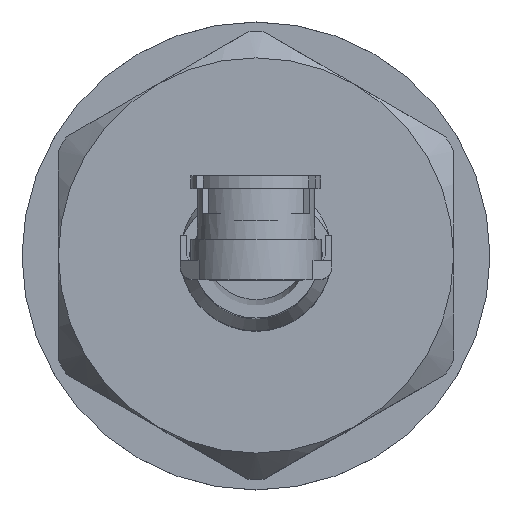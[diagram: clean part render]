
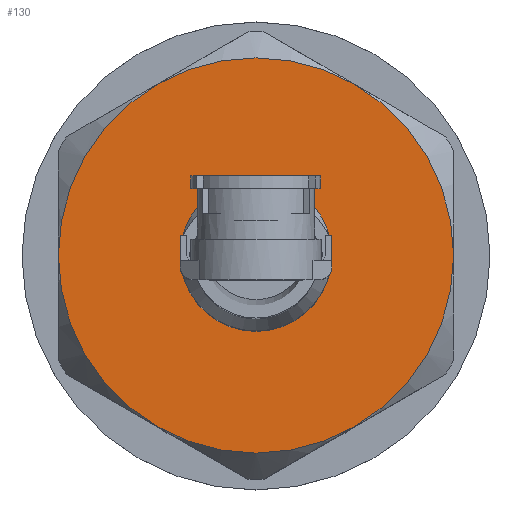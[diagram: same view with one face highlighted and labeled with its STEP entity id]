
A CAD part, top view. The second image highlights one B-rep face of the part: STEP entity #130.
In plain terms, the highlighted face is planar.
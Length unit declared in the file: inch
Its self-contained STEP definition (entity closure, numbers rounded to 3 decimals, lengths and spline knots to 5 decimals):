
#130 = ADVANCED_FACE ( 'NONE', ( #5095, #3342 ), #18610, .F. ) ;
#914 = EDGE_LOOP ( 'NONE', ( #28310, #14686 ) ) ;
#1026 = CARTESIAN_POINT ( 'NONE',  ( 0.528, 0., -0.05 ) ) ;
#2400 = AXIS2_PLACEMENT_3D ( 'NONE', #21197, #23438, #10017 ) ;
#3342 = FACE_OUTER_BOUND ( 'NONE', #15305, .T. ) ;
#3758 = AXIS2_PLACEMENT_3D ( 'NONE', #19920, #28825, #13074 ) ;
#4494 = VERTEX_POINT ( 'NONE', #22633 ) ;
#4514 = CARTESIAN_POINT ( 'NONE',  ( 0.528, 0., 0. ) ) ;
#4599 = DIRECTION ( 'NONE',  ( 1., 0., 0. ) ) ;
#4782 = CARTESIAN_POINT ( 'NONE',  ( 0.528, 0.17684, 0. ) ) ;
#4938 = AXIS2_PLACEMENT_3D ( 'NONE', #20478, #4599, #11543 ) ;
#5095 = FACE_BOUND ( 'NONE', #914, .T. ) ;
#5333 = CARTESIAN_POINT ( 'NONE',  ( 0.528, 0., 0.15625 ) ) ;
#5470 = VERTEX_POINT ( 'NONE', #5333 ) ;
#5693 = DIRECTION ( 'NONE',  ( -1., 0., 0. ) ) ;
#7383 = CARTESIAN_POINT ( 'NONE',  ( 0.528, -0.13532, -0.07813 ) ) ;
#8017 = AXIS2_PLACEMENT_3D ( 'NONE', #4782, #16166, #9669 ) ;
#8216 = CIRCLE ( 'NONE', #15024, 0.05 ) ;
#8365 = CARTESIAN_POINT ( 'NONE',  ( 0.528, 0., 0.05 ) ) ;
#9457 = EDGE_CURVE ( 'NONE', #21972, #11621, #28463, .T. ) ;
#9669 = DIRECTION ( 'NONE',  ( 0., 0., 1. ) ) ;
#9740 = EDGE_CURVE ( 'NONE', #19031, #4494, #26730, .T. ) ;
#9830 = CARTESIAN_POINT ( 'NONE',  ( 0.528, 0., 0. ) ) ;
#10017 = DIRECTION ( 'NONE',  ( 0., 0., -1. ) ) ;
#10091 = CARTESIAN_POINT ( 'NONE',  ( 0.528, 0., 0. ) ) ;
#11053 = DIRECTION ( 'NONE',  ( 1., 0., 0. ) ) ;
#11543 = DIRECTION ( 'NONE',  ( 0., 0., -1. ) ) ;
#11621 = VERTEX_POINT ( 'NONE', #1026 ) ;
#13074 = DIRECTION ( 'NONE',  ( 0., 0., -1. ) ) ;
#13101 = AXIS2_PLACEMENT_3D ( 'NONE', #19973, #11053, #13314 ) ;
#13195 = EDGE_CURVE ( 'NONE', #5470, #17986, #28787, .T. ) ;
#13314 = DIRECTION ( 'NONE',  ( 0., 0., -1. ) ) ;
#13319 = CARTESIAN_POINT ( 'NONE',  ( 0.528, 0., -0.15625 ) ) ;
#13976 = VERTEX_POINT ( 'NONE', #7383 ) ;
#14524 = AXIS2_PLACEMENT_3D ( 'NONE', #16877, #5693, #21744 ) ;
#14686 = ORIENTED_EDGE ( 'NONE', *, *, #26592, .T. ) ;
#14711 = DIRECTION ( 'NONE',  ( 1., 0., 0. ) ) ;
#15024 = AXIS2_PLACEMENT_3D ( 'NONE', #4514, #24598, #24696 ) ;
#15305 = EDGE_LOOP ( 'NONE', ( #15530, #20240, #15332, #26508, #26316, #22805 ) ) ;
#15332 = ORIENTED_EDGE ( 'NONE', *, *, #16974, .T. ) ;
#15530 = ORIENTED_EDGE ( 'NONE', *, *, #22278, .T. ) ;
#16166 = DIRECTION ( 'NONE',  ( -1., 0., 0. ) ) ;
#16832 = CARTESIAN_POINT ( 'NONE',  ( 0.528, 0.13532, -0.07812 ) ) ;
#16877 = CARTESIAN_POINT ( 'NONE',  ( 0.528, 0., 0. ) ) ;
#16974 = EDGE_CURVE ( 'NONE', #17986, #13976, #21710, .T. ) ;
#17986 = VERTEX_POINT ( 'NONE', #25017 ) ;
#18610 = PLANE ( 'NONE',  #8017 ) ;
#18930 = DIRECTION ( 'NONE',  ( 0., 0., -1. ) ) ;
#19031 = VERTEX_POINT ( 'NONE', #16832 ) ;
#19920 = CARTESIAN_POINT ( 'NONE',  ( 0.528, 0., 0. ) ) ;
#19973 = CARTESIAN_POINT ( 'NONE',  ( 0.528, 0., 0. ) ) ;
#20240 = ORIENTED_EDGE ( 'NONE', *, *, #13195, .T. ) ;
#20478 = CARTESIAN_POINT ( 'NONE',  ( 0.528, 0., 0. ) ) ;
#21022 = DIRECTION ( 'NONE',  ( 0., 0., -1. ) ) ;
#21197 = CARTESIAN_POINT ( 'NONE',  ( 0.528, 0., 0. ) ) ;
#21493 = EDGE_CURVE ( 'NONE', #23712, #19031, #22698, .T. ) ;
#21710 = CIRCLE ( 'NONE', #27487, 0.15625 ) ;
#21744 = DIRECTION ( 'NONE',  ( 0., 0., 1. ) ) ;
#21972 = VERTEX_POINT ( 'NONE', #8365 ) ;
#22278 = EDGE_CURVE ( 'NONE', #4494, #5470, #24790, .T. ) ;
#22633 = CARTESIAN_POINT ( 'NONE',  ( 0.528, 0.13532, 0.07812 ) ) ;
#22698 = CIRCLE ( 'NONE', #13101, 0.15625 ) ;
#22805 = ORIENTED_EDGE ( 'NONE', *, *, #9740, .T. ) ;
#22959 = AXIS2_PLACEMENT_3D ( 'NONE', #10091, #14711, #18930 ) ;
#23438 = DIRECTION ( 'NONE',  ( 1., 0., 0. ) ) ;
#23712 = VERTEX_POINT ( 'NONE', #13319 ) ;
#24598 = DIRECTION ( 'NONE',  ( -1., 0., 0. ) ) ;
#24696 = DIRECTION ( 'NONE',  ( 0., 0., 1. ) ) ;
#24790 = CIRCLE ( 'NONE', #2400, 0.15625 ) ;
#25017 = CARTESIAN_POINT ( 'NONE',  ( 0.528, -0.13532, 0.07812 ) ) ;
#25327 = DIRECTION ( 'NONE',  ( 1., 0., 0. ) ) ;
#26075 = CIRCLE ( 'NONE', #3758, 0.15625 ) ;
#26316 = ORIENTED_EDGE ( 'NONE', *, *, #21493, .T. ) ;
#26508 = ORIENTED_EDGE ( 'NONE', *, *, #27374, .T. ) ;
#26592 = EDGE_CURVE ( 'NONE', #11621, #21972, #8216, .T. ) ;
#26730 = CIRCLE ( 'NONE', #4938, 0.15625 ) ;
#27374 = EDGE_CURVE ( 'NONE', #13976, #23712, #26075, .T. ) ;
#27487 = AXIS2_PLACEMENT_3D ( 'NONE', #9830, #25327, #21022 ) ;
#28310 = ORIENTED_EDGE ( 'NONE', *, *, #9457, .T. ) ;
#28463 = CIRCLE ( 'NONE', #14524, 0.05 ) ;
#28787 = CIRCLE ( 'NONE', #22959, 0.15625 ) ;
#28825 = DIRECTION ( 'NONE',  ( 1., 0., 0. ) ) ;
